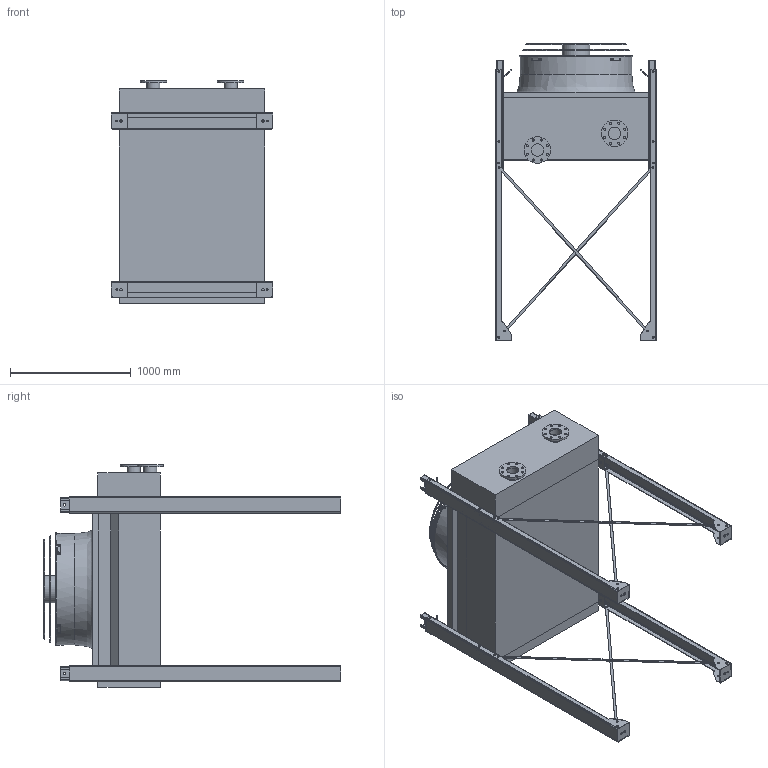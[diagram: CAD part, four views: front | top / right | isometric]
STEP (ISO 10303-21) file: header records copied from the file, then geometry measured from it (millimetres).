
FILE_DESCRIPTION (( 'STEP AP203' ), '1' );
FILE_NAME ('BOS__01L_HV_SS.STEP', '2017-03-24T10:02:54', ( 'Alfa Laval' ), ( 'Alfa Laval' ), 'SwSTEP 2.0', 'SolidWorks 2016', '' );
FILE_SCHEMA (( 'CONFIG_CONTROL_DESIGN' ));
Length unit declared in the file: millimetre
Products named in the file (5): BO_KIT FEET_LIGHT_BOS1L; BOFA_LIGHT_�910 IEC; BOS__01L_HV_SS; BO_HV_LIGHT_BOCF_30T_L_1M_SS; BOFE_HV_LIGHT_BOS1L
Assembly tree (4 placements, depth 2):
  BOS__01L_HV_SS
    BO_HV_LIGHT_BOCF_30T_L_1M_SS
    BOFE_HV_LIGHT_BOS1L
    BO_KIT FEET_LIGHT_BOS1L
    BOFA_LIGHT_�910 IEC
Bounding box: 1340 x 2470 x 1850 mm (x, y, z)
Volume: 1388867302 mm3; surface area: 19554369.1 mm2
Topology: 28 solids, 29 shells, 676 faces, 1866 edges, 1258 vertices
Faces by surface type: plane 338, cylinder 278, torus 53, cone 6, bspline 1
Full cylindrical faces by diameter (mm): 14 x44, 15 x24, 18 x24, 20 x12, 28 x12, 103 x2, 108 x2, 220 x2, 228 x1, 236 x1, 262.56 x1, 276 x1, 308 x1, 328 x1, 406.8 x1, 426.8 x1, 505.6 x1, 525.6 x1, 604.4 x1, 624.4 x1, 703.2 x1, 723.2 x1, 802 x1, 926 x1
Entity records: 22968 total; most frequent: CARTESIAN_POINT 5341, DIRECTION 3615, ORIENTED_EDGE 3240, EDGE_CURVE 1620, AXIS2_PLACEMENT_3D 1367, VERTEX_POINT 1160, EDGE_LOOP 1104, LINE 881
